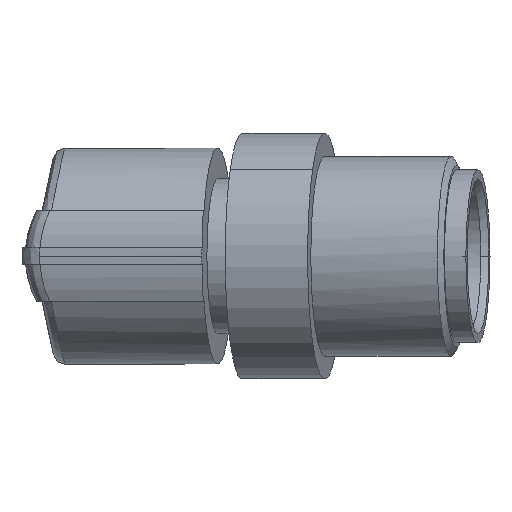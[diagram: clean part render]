
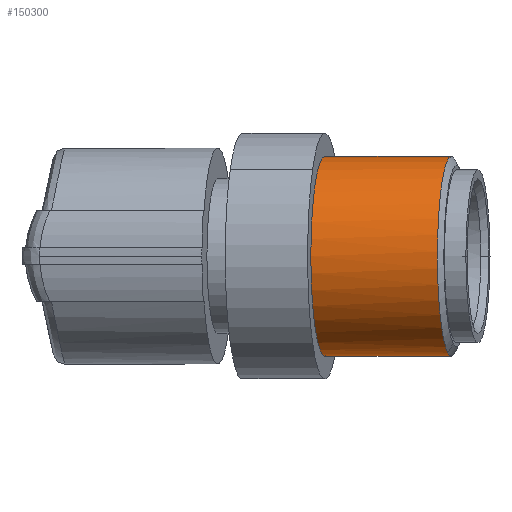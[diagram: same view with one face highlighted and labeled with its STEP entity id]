
A CAD part, left-side view. The second image highlights one B-rep face of the part: STEP entity #150300.
In plain terms, the highlighted cylindrical face has radius 6 mm (diameter 12 mm), a partial arc.
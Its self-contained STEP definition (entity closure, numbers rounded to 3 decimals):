
#143050=CARTESIAN_POINT('',(12.296,41.797,
212.377));
#143060=DIRECTION('',(-0.7,0.7,
0.139));
#143070=DIRECTION('',(-0.707,-0.707,
0.));
#143080=AXIS2_PLACEMENT_3D('',#143050,#143060,#143070);
#143090=CIRCLE('',#143080,6.);
#143100=CARTESIAN_POINT('',(8.053,37.554,
212.377));
#143110=VERTEX_POINT('',#143100);
#143120=CARTESIAN_POINT('',(16.538,46.04,
212.377));
#143130=VERTEX_POINT('',#143120);
#143140=EDGE_CURVE('',#143110,#143130,#143090,.T.);
#143340=CARTESIAN_POINT('',(6.694,47.399,
213.491));
#143350=DIRECTION('',(-0.7,0.7,
0.139));
#143360=DIRECTION('',(-0.707,-0.707,
0.));
#143370=AXIS2_PLACEMENT_3D('',#143340,#143350,#143360);
#143380=CYLINDRICAL_SURFACE('',#143370,6.);
#143390=CARTESIAN_POINT('',(10.936,51.641,
213.491));
#143400=DIRECTION('',(-0.7,0.7,
0.139));
#143410=VECTOR('',#143400,1.);
#143420=LINE('',#143390,#143410);
#143430=CARTESIAN_POINT('',(11.159,51.419,
213.446));
#143440=VERTEX_POINT('',#143430);
#143450=EDGE_CURVE('',#143130,#143440,#143420,.T.);
#143470=CARTESIAN_POINT('',(6.916,47.176,
213.446));
#143480=DIRECTION('',(0.7,-0.7,
-0.139));
#143490=DIRECTION('',(0.708,0.658,
0.256));
#143500=AXIS2_PLACEMENT_3D('',#143470,#143480,#143490);
#143510=CIRCLE('',#143500,6.);
#143560=CARTESIAN_POINT('',(2.674,42.934,
213.446));
#143570=VERTEX_POINT('',#143560);
#143600=CARTESIAN_POINT('',(2.451,43.156,
213.491));
#143610=DIRECTION('',(-0.7,0.7,
0.139));
#143620=VECTOR('',#143610,1.);
#143630=LINE('',#143600,#143620);
#143640=EDGE_CURVE('',#143110,#143570,#143630,.T.);
#143880=CARTESIAN_POINT('',(11.167,51.122,
214.984));
#143890=VERTEX_POINT('',#143880);
#143920=EDGE_CURVE('',#143890,#143570,#143510,.T.);
#150180=ORIENTED_EDGE('',*,*,#143450,.T.);
#150190=ORIENTED_EDGE('',*,*,#143140,.T.);
#150200=ORIENTED_EDGE('',*,*,#143640,.F.);
#150210=ORIENTED_EDGE('',*,*,#143920,.T.);
#150220=CARTESIAN_POINT('',(11.181,51.389,
213.706));
#150230=VERTEX_POINT('',#150220);
#150240=EDGE_CURVE('',#150230,#143890,#143510,.T.);
#150250=ORIENTED_EDGE('',*,*,#150240,.T.);
#150260=EDGE_CURVE('',#143440,#150230,#143510,.T.);
#150270=ORIENTED_EDGE('',*,*,#150260,.T.);
#150280=EDGE_LOOP('',(#150270,#150250,#150210,#150200,#150190,#150180));
#150290=FACE_OUTER_BOUND('',#150280,.T.);
#150300=ADVANCED_FACE('',(#150290),#143380,.T.);
